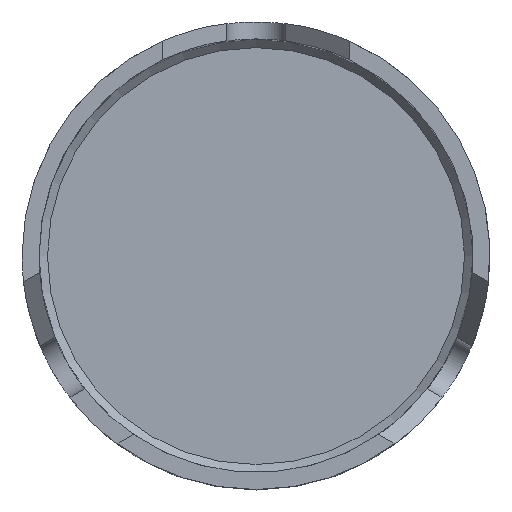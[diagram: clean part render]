
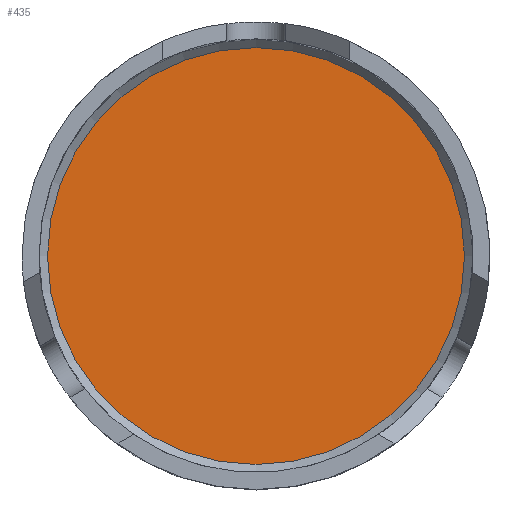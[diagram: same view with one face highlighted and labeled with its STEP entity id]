
A CAD part, top view. The second image highlights one B-rep face of the part: STEP entity #435.
In plain terms, the highlighted planar face has unit normal (0, 0, 1).
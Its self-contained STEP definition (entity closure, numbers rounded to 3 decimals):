
#34=CIRCLE('',#496,9.815);
#56=FACE_OUTER_BOUND('',#80,.T.);
#80=EDGE_LOOP('',(#371));
#209=VERTEX_POINT('',#857);
#270=EDGE_CURVE('',#209,#209,#34,.T.);
#371=ORIENTED_EDGE('',*,*,#270,.F.);
#414=PLANE('',#497);
#435=ADVANCED_FACE('',(#56),#414,.T.);
#496=AXIS2_PLACEMENT_3D('',#858,#616,#617);
#497=AXIS2_PLACEMENT_3D('',#860,#619,#620);
#616=DIRECTION('center_axis',(0.,0.,-1.));
#617=DIRECTION('ref_axis',(1.,0.,0.));
#619=DIRECTION('center_axis',(0.,0.,1.));
#620=DIRECTION('ref_axis',(1.,0.,0.));
#857=CARTESIAN_POINT('',(-9.815,0.,0.4));
#858=CARTESIAN_POINT('Origin',(0.,0.,0.4));
#860=CARTESIAN_POINT('Origin',(0.,0.,0.4));
